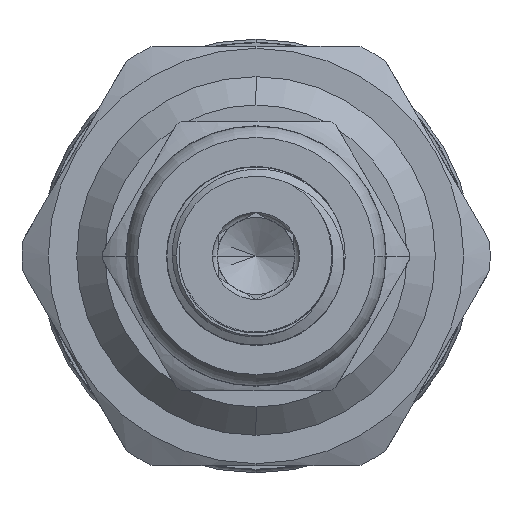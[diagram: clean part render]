
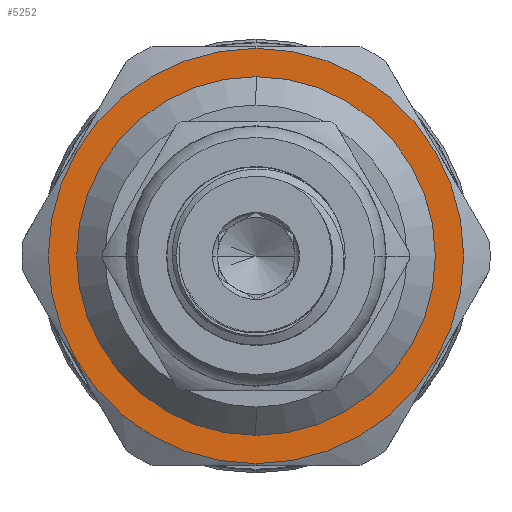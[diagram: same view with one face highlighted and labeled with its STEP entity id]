
A CAD part, left-side view. The second image highlights one B-rep face of the part: STEP entity #5252.
In plain terms, the highlighted planar face has unit normal (-1, 0, 0).
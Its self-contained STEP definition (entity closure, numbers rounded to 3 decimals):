
#732 = DIRECTION ( 'NONE',  ( 0., 0., -1. ) ) ;
#805 = CARTESIAN_POINT ( 'NONE',  ( 12., 0., 0. ) ) ;
#1521 = CARTESIAN_POINT ( 'NONE',  ( 12., 0., 0. ) ) ;
#5252 = ADVANCED_FACE ( 'NONE', ( #12377, #30882 ), #49170, .F. ) ;
#7552 = DIRECTION ( 'NONE',  ( -1., 0., 0. ) ) ;
#9129 = CARTESIAN_POINT ( 'NONE',  ( 12., 9.5, 0. ) ) ;
#11963 = DIRECTION ( 'NONE',  ( 0., 0., 1. ) ) ;
#12036 = CIRCLE ( 'NONE', #18144, 9.5 ) ;
#12377 = FACE_BOUND ( 'NONE', #17330, .T. ) ;
#13063 = CARTESIAN_POINT ( 'NONE',  ( 12., 0., 11. ) ) ;
#15995 = CARTESIAN_POINT ( 'NONE',  ( 12., 0., 0. ) ) ;
#16236 = VERTEX_POINT ( 'NONE', #13063 ) ;
#16575 = ORIENTED_EDGE ( 'NONE', *, *, #56430, .F. ) ;
#16806 = AXIS2_PLACEMENT_3D ( 'NONE', #28530, #46529, #50728 ) ;
#17330 = EDGE_LOOP ( 'NONE', ( #16575, #45944 ) ) ;
#18144 = AXIS2_PLACEMENT_3D ( 'NONE', #805, #18244, #39851 ) ;
#18244 = DIRECTION ( 'NONE',  ( -1., 0., 0. ) ) ;
#20707 = CARTESIAN_POINT ( 'NONE',  ( 12., 0., -11. ) ) ;
#25574 = EDGE_CURVE ( 'NONE', #29022, #16236, #56147, .T. ) ;
#26582 = ORIENTED_EDGE ( 'NONE', *, *, #46229, .T. ) ;
#27679 = CIRCLE ( 'NONE', #16806, 9.5 ) ;
#28530 = CARTESIAN_POINT ( 'NONE',  ( 12., 0., 0. ) ) ;
#29022 = VERTEX_POINT ( 'NONE', #20707 ) ;
#29151 = VERTEX_POINT ( 'NONE', #36169 ) ;
#30540 = VERTEX_POINT ( 'NONE', #42485 ) ;
#30882 = FACE_OUTER_BOUND ( 'NONE', #50373, .T. ) ;
#30961 = AXIS2_PLACEMENT_3D ( 'NONE', #1521, #35956, #45546 ) ;
#32161 = ORIENTED_EDGE ( 'NONE', *, *, #25574, .T. ) ;
#35545 = EDGE_CURVE ( 'NONE', #30540, #29151, #27679, .T. ) ;
#35956 = DIRECTION ( 'NONE',  ( -1., 0., 0. ) ) ;
#36169 = CARTESIAN_POINT ( 'NONE',  ( 12., 0., 9.5 ) ) ;
#39851 = DIRECTION ( 'NONE',  ( 0., 0., 1. ) ) ;
#42317 = AXIS2_PLACEMENT_3D ( 'NONE', #15995, #7552, #11963 ) ;
#42485 = CARTESIAN_POINT ( 'NONE',  ( 12., 0., -9.5 ) ) ;
#43993 = DIRECTION ( 'NONE',  ( 1., 0., 0. ) ) ;
#45546 = DIRECTION ( 'NONE',  ( 0., 0., 1. ) ) ;
#45944 = ORIENTED_EDGE ( 'NONE', *, *, #35545, .F. ) ;
#46229 = EDGE_CURVE ( 'NONE', #16236, #29022, #52600, .T. ) ;
#46529 = DIRECTION ( 'NONE',  ( -1., 0., 0. ) ) ;
#49170 = PLANE ( 'NONE',  #56326 ) ;
#50373 = EDGE_LOOP ( 'NONE', ( #32161, #26582 ) ) ;
#50728 = DIRECTION ( 'NONE',  ( 0., 0., 1. ) ) ;
#52600 = CIRCLE ( 'NONE', #42317, 11. ) ;
#56147 = CIRCLE ( 'NONE', #30961, 11. ) ;
#56326 = AXIS2_PLACEMENT_3D ( 'NONE', #9129, #43993, #732 ) ;
#56430 = EDGE_CURVE ( 'NONE', #29151, #30540, #12036, .T. ) ;
